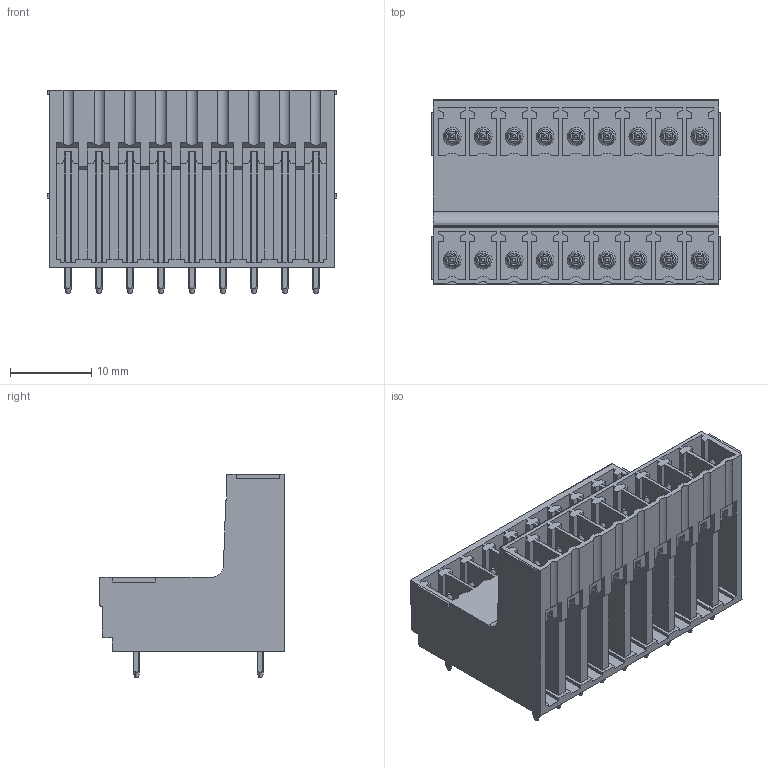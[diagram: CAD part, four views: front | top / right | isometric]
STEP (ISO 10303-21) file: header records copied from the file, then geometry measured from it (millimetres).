
FILE_DESCRIPTION(('CATIA V5 STEP Exchange','CAx-IF Rec.Pracs.--- Model Styling and Organization---1.2---2011-12-15'),'2;1');
FILE_NAME ('D1447337_0_1035550000_1035550000.stp','2018-10-13T11:17:52+00:00',('none'),('Weidmueller'),'CATIA Version 5-6 Release 2014','CATIA V5 STEP AP214','none');
FILE_SCHEMA(('AUTOMOTIVE_DESIGN { 1 0 10303 214 1 1 1 1 }'));
Length unit declared in the file: millimetre
Products named in the file (1): 1035550000
Bounding box: 35.68 x 22.7 x 25.1 mm (x, y, z)
Volume: 7323.1 mm3; surface area: 8220 mm2
Topology: 19 solids, 19 shells, 1046 faces, 2897 edges, 1925 vertices
Faces by surface type: plane 688, cylinder 214, cone 108, torus 36
Entity records: 34054 total; most frequent: CARTESIAN_POINT 10097, ORIENTED_EDGE 5794, DIRECTION 3518, EDGE_CURVE 2897, VECTOR 2028, LINE 2028, VERTEX_POINT 1925, EDGE_LOOP 1136
